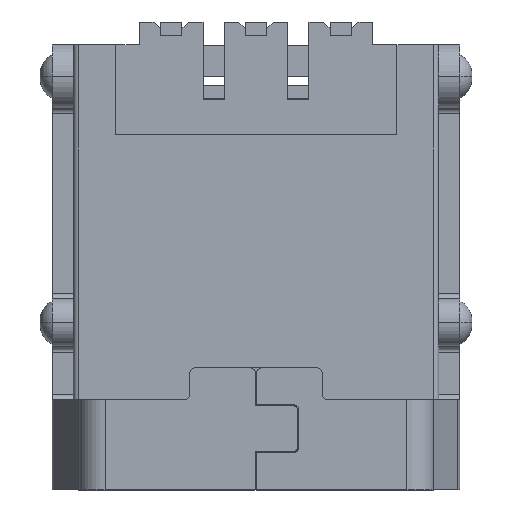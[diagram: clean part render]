
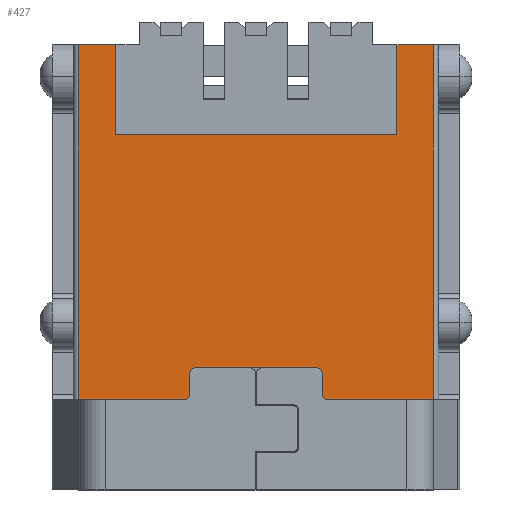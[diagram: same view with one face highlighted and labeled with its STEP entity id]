
A CAD part, top view. The second image highlights one B-rep face of the part: STEP entity #427.
In plain terms, the highlighted planar face has unit normal (0, 0, 1).
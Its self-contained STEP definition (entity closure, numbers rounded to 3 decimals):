
#427=ADVANCED_FACE('',(#1342),#1343,.F.);
#1342=FACE_OUTER_BOUND('',#2719,.T.);
#1343=PLANE('',#2720);
#2719=EDGE_LOOP('',(#6151,#6152,#6153,#6154,#6155,#6156,#6157,#6158,#6159,#6160,#6161,#6162,#6163,#6164,#6165,#6166));
#2720=AXIS2_PLACEMENT_3D('',#6167,#6168,#6169);
#6151=ORIENTED_EDGE('',*,*,#9102,.T.);
#6152=ORIENTED_EDGE('',*,*,#9103,.T.);
#6153=ORIENTED_EDGE('',*,*,#8873,.T.);
#6154=ORIENTED_EDGE('',*,*,#9029,.F.);
#6155=ORIENTED_EDGE('',*,*,#9027,.F.);
#6156=ORIENTED_EDGE('',*,*,#9025,.F.);
#6157=ORIENTED_EDGE('',*,*,#8859,.T.);
#6158=ORIENTED_EDGE('',*,*,#9104,.T.);
#6159=ORIENTED_EDGE('',*,*,#9105,.T.);
#6160=ORIENTED_EDGE('',*,*,#9106,.T.);
#6161=ORIENTED_EDGE('',*,*,#9107,.F.);
#6162=ORIENTED_EDGE('',*,*,#9108,.T.);
#6163=ORIENTED_EDGE('',*,*,#9109,.F.);
#6164=ORIENTED_EDGE('',*,*,#9110,.T.);
#6165=ORIENTED_EDGE('',*,*,#9111,.F.);
#6166=ORIENTED_EDGE('',*,*,#9112,.T.);
#6167=CARTESIAN_POINT('',(3.45,1.25,1.95));
#6168=DIRECTION('',(0.,0.0,-1.0));
#6169=DIRECTION('',(-1.0,0.0,0.));
#8859=EDGE_CURVE('',#11009,#11007,#11010,.T.);
#8873=EDGE_CURVE('',#11033,#11034,#11035,.T.);
#9025=EDGE_CURVE('',#11009,#11305,#11306,.T.);
#9027=EDGE_CURVE('',#11305,#11308,#11309,.T.);
#9029=EDGE_CURVE('',#11308,#11034,#11311,.T.);
#9102=EDGE_CURVE('',#11430,#11431,#11432,.T.);
#9103=EDGE_CURVE('',#11431,#11033,#11433,.T.);
#9104=EDGE_CURVE('',#11007,#11434,#11435,.F.);
#9105=EDGE_CURVE('',#11434,#11436,#11437,.T.);
#9106=EDGE_CURVE('',#11436,#11438,#11439,.F.);
#9107=EDGE_CURVE('',#11440,#11438,#11441,.T.);
#9108=EDGE_CURVE('',#11440,#11442,#11443,.T.);
#9109=EDGE_CURVE('',#11444,#11442,#11445,.T.);
#9110=EDGE_CURVE('',#11444,#11446,#11447,.T.);
#9111=EDGE_CURVE('',#11448,#11446,#11449,.T.);
#9112=EDGE_CURVE('',#11448,#11430,#11450,.F.);
#11007=VERTEX_POINT('',#14367);
#11009=VERTEX_POINT('',#14369);
#11010=LINE('',#14370,#14371);
#11033=VERTEX_POINT('',#14405);
#11034=VERTEX_POINT('',#14406);
#11035=LINE('',#14407,#14408);
#11305=VERTEX_POINT('',#14821);
#11306=LINE('',#14822,#14823);
#11308=VERTEX_POINT('',#14826);
#11309=LINE('',#14827,#14828);
#11311=LINE('',#14831,#14832);
#11430=VERTEX_POINT('',#15020);
#11431=VERTEX_POINT('',#15021);
#11432=LINE('',#15022,#15023);
#11433=LINE('',#15024,#15025);
#11434=VERTEX_POINT('',#15026);
#11435=LINE('',#15027,#15028);
#11436=VERTEX_POINT('',#15029);
#11437=LINE('',#15030,#15031);
#11438=VERTEX_POINT('',#15032);
#11439=CIRCLE('',#15033,0.1);
#11440=VERTEX_POINT('',#15034);
#11441=LINE('',#15035,#15036);
#11442=VERTEX_POINT('',#15037);
#11443=CIRCLE('',#15038,0.1);
#11444=VERTEX_POINT('',#15039);
#11445=LINE('',#15040,#15041);
#11446=VERTEX_POINT('',#15042);
#11447=CIRCLE('',#15043,0.1);
#11448=VERTEX_POINT('',#15044);
#11449=LINE('',#15045,#15046);
#11450=CIRCLE('',#15047,0.1);
#14367=CARTESIAN_POINT('',(-3.35,4.2,1.95));
#14369=CARTESIAN_POINT('',(-2.65,4.2,1.95));
#14370=CARTESIAN_POINT('',(3.45,4.2,1.95));
#14371=VECTOR('',#17573,1000.0);
#14405=CARTESIAN_POINT('',(3.35,4.2,1.95));
#14406=CARTESIAN_POINT('',(2.662,4.2,1.95));
#14407=CARTESIAN_POINT('',(3.45,4.2,1.95));
#14408=VECTOR('',#17591,1000.0);
#14821=CARTESIAN_POINT('',(-2.65,2.5,1.95));
#14822=CARTESIAN_POINT('',(-2.65,4.625,1.95));
#14823=VECTOR('',#17759,1000.0);
#14826=CARTESIAN_POINT('',(2.662,2.5,1.95));
#14827=CARTESIAN_POINT('',(-2.65,2.5,1.95));
#14828=VECTOR('',#17761,1000.0);
#14831=CARTESIAN_POINT('',(2.662,2.5,1.95));
#14832=VECTOR('',#17763,1000.0);
#15020=CARTESIAN_POINT('',(1.35,-2.5,1.95));
#15021=CARTESIAN_POINT('',(3.35,-2.5,1.95));
#15022=CARTESIAN_POINT('',(-3.45,-2.5,1.95));
#15023=VECTOR('',#17842,1000.0);
#15024=CARTESIAN_POINT('',(3.35,1.25,1.95));
#15025=VECTOR('',#17843,1000.0);
#15026=CARTESIAN_POINT('',(-3.35,-2.5,1.95));
#15027=CARTESIAN_POINT('',(-3.35,1.25,1.95));
#15028=VECTOR('',#17844,1000.0);
#15029=CARTESIAN_POINT('',(-1.35,-2.5,1.95));
#15030=CARTESIAN_POINT('',(-3.45,-2.5,1.95));
#15031=VECTOR('',#17845,1000.0);
#15032=CARTESIAN_POINT('',(-1.25,-2.4,1.95));
#15033=AXIS2_PLACEMENT_3D('',#17846,#17847,#17848);
#15034=CARTESIAN_POINT('',(-1.25,-2.0,1.95));
#15035=CARTESIAN_POINT('',(-1.25,-1.9,1.95));
#15036=VECTOR('',#17849,1000.0);
#15037=CARTESIAN_POINT('',(-1.15,-1.9,1.95));
#15038=AXIS2_PLACEMENT_3D('',#17850,#17851,#17852);
#15039=CARTESIAN_POINT('',(1.15,-1.9,1.95));
#15040=CARTESIAN_POINT('',(1.25,-1.9,1.95));
#15041=VECTOR('',#17853,1000.0);
#15042=CARTESIAN_POINT('',(1.25,-2.0,1.95));
#15043=AXIS2_PLACEMENT_3D('',#17854,#17855,#17856);
#15044=CARTESIAN_POINT('',(1.25,-2.4,1.95));
#15045=CARTESIAN_POINT('',(1.25,-2.5,1.95));
#15046=VECTOR('',#17857,1000.0);
#15047=AXIS2_PLACEMENT_3D('',#17858,#17859,#17860);
#17573=DIRECTION('',(-1.0,0.0,0.));
#17591=DIRECTION('',(-1.0,0.0,0.));
#17759=DIRECTION('',(0.,-1.0,0.));
#17761=DIRECTION('',(1.0,0.0,0.));
#17763=DIRECTION('',(0.0,1.0,0.0));
#17842=DIRECTION('',(1.0,0.0,0.0));
#17843=DIRECTION('',(0.0,1.0,0.0));
#17844=DIRECTION('',(0.0,1.0,0.0));
#17845=DIRECTION('',(1.0,0.0,0.0));
#17846=CARTESIAN_POINT('',(-1.35,-2.4,1.95));
#17847=DIRECTION('',(0.,0.0,-1.0));
#17848=DIRECTION('',(-1.0,0.0,0.));
#17849=DIRECTION('',(0.,-1.0,0.));
#17850=CARTESIAN_POINT('',(-1.15,-2.0,1.95));
#17851=DIRECTION('',(0.,0.0,-1.0));
#17852=DIRECTION('',(-1.0,0.0,0.));
#17853=DIRECTION('',(-1.0,0.0,0.));
#17854=CARTESIAN_POINT('',(1.15,-2.0,1.95));
#17855=DIRECTION('',(0.,0.0,-1.0));
#17856=DIRECTION('',(-1.0,0.0,0.));
#17857=DIRECTION('',(0.,1.0,0.));
#17858=CARTESIAN_POINT('',(1.35,-2.4,1.95));
#17859=DIRECTION('',(0.,0.0,-1.0));
#17860=DIRECTION('',(-1.0,0.0,0.));
